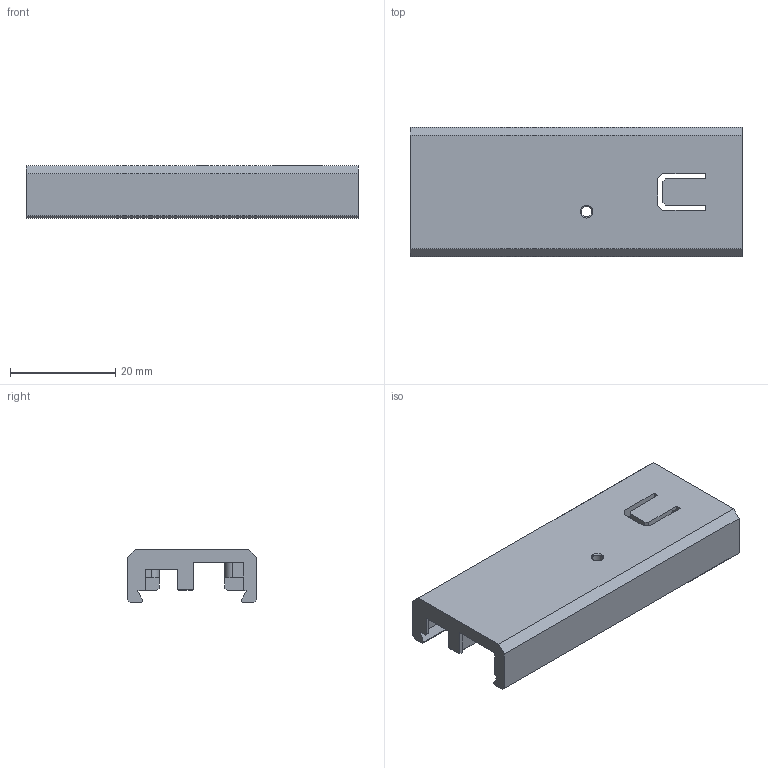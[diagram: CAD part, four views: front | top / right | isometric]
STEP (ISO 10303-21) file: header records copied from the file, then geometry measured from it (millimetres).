
FILE_DESCRIPTION(/* description */ (''),/* implementation_level */ '2;1');
FILE_NAME(/* name */ 'Main.step',/* time_stamp */ '2021-02-11T00:36:29+01:00',/* author */ (''),/* organization */ (''),/* preprocessor_version */ 'ST-DEVELOPER v18.1',/* originating_system */ 'Autodesk Translation Framework v9.7.0.1280',/* authorisation */ '');
FILE_SCHEMA (('AUTOMOTIVE_DESIGN { 1 0 10303 214 3 1 1 }'));
Length unit declared in the file: millimetre
Products named in the file (2): HT Board Case; Top
Assembly tree (1 placements, depth 2):
  HT Board Case
    Top
Bounding box: 63 x 24.5 x 10 mm (x, y, z)
Volume: 5494.4 mm3; surface area: 5991.2 mm2
Topology: 1 solids, 1 shells, 121 faces, 327 edges, 208 vertices
Faces by surface type: plane 110, cylinder 9, cone 2
Full cylindrical faces by diameter (mm): 1.4 x4, 2 x1
Entity records: 3770 total; most frequent: CARTESIAN_POINT 659, ORIENTED_EDGE 654, DIRECTION 599, EDGE_CURVE 327, LINE 303, VECTOR 303, VERTEX_POINT 208, AXIS2_PLACEMENT_3D 148
